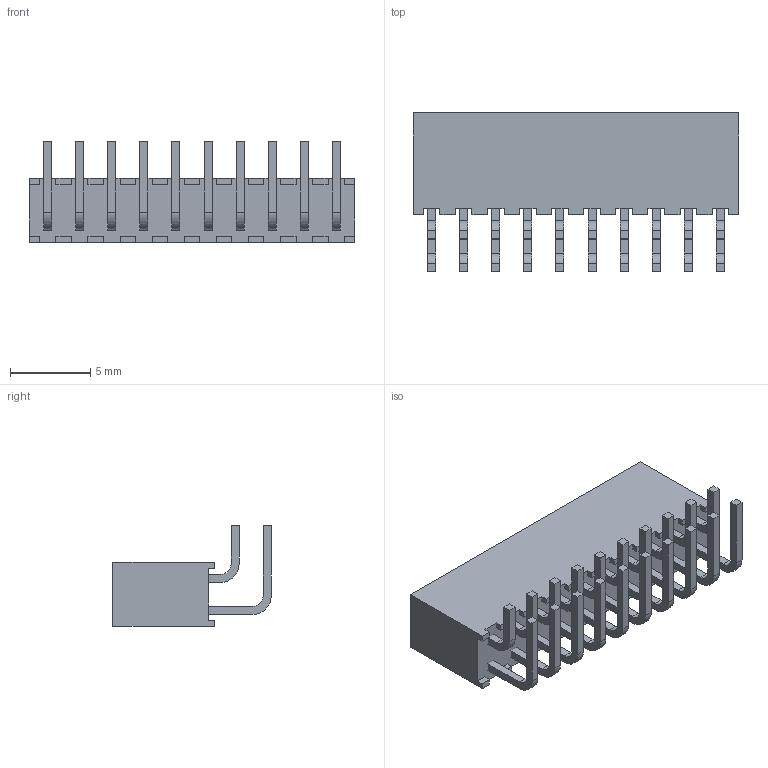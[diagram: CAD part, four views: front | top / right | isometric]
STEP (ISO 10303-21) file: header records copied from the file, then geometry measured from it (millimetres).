
FILE_DESCRIPTION( ( 'STEP AP214' ), '1' );
FILE_NAME( 'SQT-110-01-F-D-RA.stp', '2021-04-18T16:28:08', ( 'License CC BY-ND 4.0' ), ( 'CADENAS' ), ' ', 'PARTsolutions', ' ' );
FILE_SCHEMA( ( 'AUTOMOTIVE_DESIGN { 1 0 10303 214 1 1 1 1 }' ) );
Length unit declared in the file: inch
Products named in the file (3): SQT-110-01-F-D-RA; _S1SQT-110-01-F-D-RA; _P1SQT-110-01-F-D-RA
Assembly tree (2 placements, depth 2):
  SQT-110-01-F-D-RA
    _S1SQT-110-01-F-D-RA
    _P1SQT-110-01-F-D-RA
Bounding box: 20.3 x 9.87 x 6.29 mm (x, y, z)
Volume: 521.9 mm3; surface area: 1250.3 mm2
Topology: 2 solids, 2 shells, 596 faces, 1596 edges, 1064 vertices
Faces by surface type: plane 536, cylinder 60
Entity records: 23142 total; most frequent: CARTESIAN_POINT 3259, ORIENTED_EDGE 3192, DIRECTION 2914, EDGE_CURVE 1596, LINE 1476, VECTOR 1476, VERTEX_POINT 1064, AXIS2_PLACEMENT_3D 719
